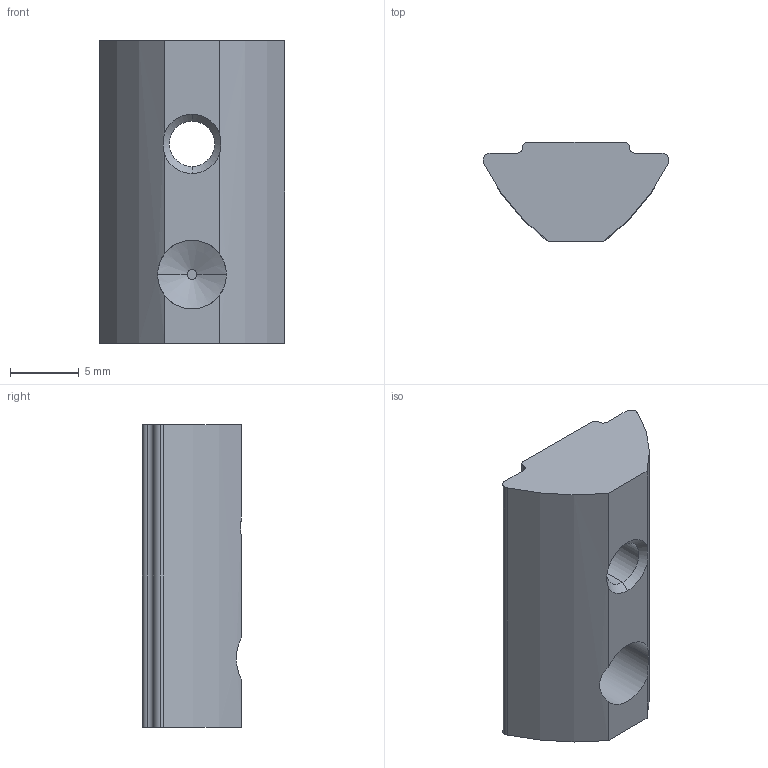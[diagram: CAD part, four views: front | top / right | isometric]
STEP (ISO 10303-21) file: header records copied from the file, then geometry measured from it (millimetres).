
FILE_DESCRIPTION (( 'STEP AP214' ), '1' );
FILE_NAME ('096024.STEP', '2014-08-18T08:43:45', ( '' ), ( '' ), 'SwSTEP 2.0', 'SolidWorks 2014', '' );
FILE_SCHEMA (( 'AUTOMOTIVE_DESIGN' ));
Length unit declared in the file: millimetre
Products named in the file (1): 096024
Bounding box: 13.5 x 7.2 x 22 mm (x, y, z)
Volume: 1345.9 mm3; surface area: 1041.1 mm2
Topology: 1 solids, 1 shells, 28 faces, 75 edges, 48 vertices
Faces by surface type: cylinder 13, plane 9, cone 6
Entity records: 971 total; most frequent: CARTESIAN_POINT 190, DIRECTION 161, ORIENTED_EDGE 150, EDGE_CURVE 75, AXIS2_PLACEMENT_3D 63, VERTEX_POINT 48, LINE 35, VECTOR 35
